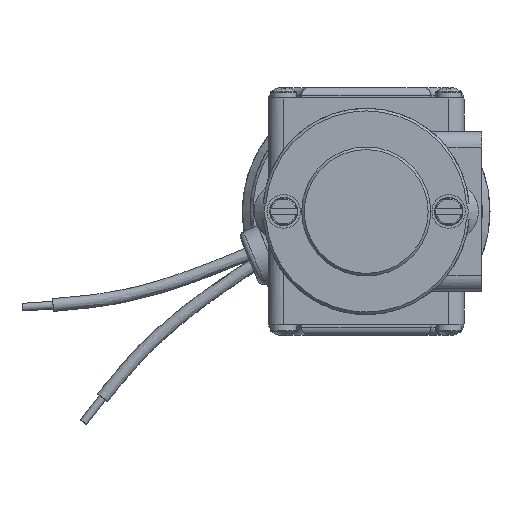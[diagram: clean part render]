
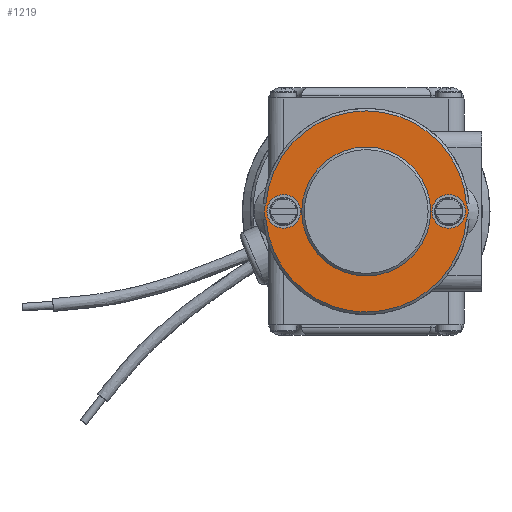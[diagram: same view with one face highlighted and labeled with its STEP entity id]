
A CAD part, left-side view. The second image highlights one B-rep face of the part: STEP entity #1219.
In plain terms, the highlighted planar face has unit normal (-1, 0, 0).
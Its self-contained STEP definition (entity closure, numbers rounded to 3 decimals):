
#1219 = ADVANCED_FACE ( 'Defeature ausgef�hrt8_401', ( #10765, #10760, #10727, #10709 ), #10706, .T. ) ;
#1415 = DIRECTION ( 'NONE',  ( 0., 0., -1. ) ) ;
#1418 = DIRECTION ( 'NONE',  ( -1., 0., 0. ) ) ;
#1439 = CARTESIAN_POINT ( 'NONE',  ( -35.5, -16., 0. ) ) ;
#1460 = CARTESIAN_POINT ( 'NONE',  ( -35.5, 19.443, 1.485 ) ) ;
#2249 = EDGE_CURVE ( 'NONE', #6760, #6760, #8110, .T. ) ;
#2474 = VERTEX_POINT ( 'NONE', #15247 ) ;
#2833 = DIRECTION ( 'NONE',  ( -1., 0., 0. ) ) ;
#2836 = CARTESIAN_POINT ( 'NONE',  ( -35.5, 16., 0. ) ) ;
#2955 = AXIS2_PLACEMENT_3D ( 'NONE', #10686, #10681, #10651 ) ;
#3031 = AXIS2_PLACEMENT_3D ( 'NONE', #15719, #15714, #15694 ) ;
#3211 = VERTEX_POINT ( 'NONE', #8261 ) ;
#3392 = EDGE_LOOP ( 'NONE', ( #15242, #15388, #15487, #15556 ) ) ;
#3701 = AXIS2_PLACEMENT_3D ( 'NONE', #13476, #13436, #13414 ) ;
#3778 = DIRECTION ( 'NONE',  ( -1., 0., 0. ) ) ;
#4143 = VERTEX_POINT ( 'NONE', #13777 ) ;
#4181 = EDGE_CURVE ( 'NONE', #3211, #3211, #10823, .T. ) ;
#4305 = VERTEX_POINT ( 'NONE', #11455 ) ;
#4904 = EDGE_LOOP ( 'NONE', ( #15580 ) ) ;
#5218 = CIRCLE ( 'NONE', #7446, 3.25 ) ;
#5344 = CARTESIAN_POINT ( 'NONE',  ( -35.5, -16., 0. ) ) ;
#5778 = VERTEX_POINT ( 'NONE', #1460 ) ;
#6040 = EDGE_LOOP ( 'NONE', ( #15122 ) ) ;
#6112 = CIRCLE ( 'NONE', #15308, 19.5 ) ;
#6525 = AXIS2_PLACEMENT_3D ( 'NONE', #2836, #7846, #12866 ) ;
#6760 = VERTEX_POINT ( 'NONE', #11862 ) ;
#7446 = AXIS2_PLACEMENT_3D ( 'NONE', #11310, #3778, #8853 ) ;
#7549 = AXIS2_PLACEMENT_3D ( 'NONE', #1439, #1418, #1415 ) ;
#7842 = DIRECTION ( 'NONE',  ( 0., 0., 1. ) ) ;
#7846 = DIRECTION ( 'NONE',  ( -1., 0., 0. ) ) ;
#8110 = CIRCLE ( 'NONE', #7549, 3.25 ) ;
#8261 = CARTESIAN_POINT ( 'NONE',  ( -35.5, 0., 12.5 ) ) ;
#8716 = AXIS2_PLACEMENT_3D ( 'NONE', #5344, #10464, #15400 ) ;
#8853 = DIRECTION ( 'NONE',  ( 0., 0., 1. ) ) ;
#8947 = EDGE_CURVE ( 'Defeature ausgef�hrt8_401+Defeature ausgef�hrt8_375+Defeature ausgef�hrt8_369+Defeature ausgef�hrt8_370', #4305, #4143, #10095, .T. ) ;
#9938 = VERTEX_POINT ( 'NONE', #14893 ) ;
#10095 = CIRCLE ( 'NONE', #3031, 19.5 ) ;
#10279 = CARTESIAN_POINT ( 'NONE',  ( -35.5, 0., 0. ) ) ;
#10464 = DIRECTION ( 'NONE',  ( -1., 0., 0. ) ) ;
#10651 = DIRECTION ( 'NONE',  ( 0., 0., 1. ) ) ;
#10681 = DIRECTION ( 'NONE',  ( -1., 0., 0. ) ) ;
#10686 = CARTESIAN_POINT ( 'NONE',  ( -35.5, 0., 0. ) ) ;
#10706 = PLANE ( 'NONE',  #2955 ) ;
#10709 = FACE_BOUND ( 'NONE', #4904, .T. ) ;
#10727 = FACE_OUTER_BOUND ( 'NONE', #3392, .T. ) ;
#10760 = FACE_BOUND ( 'NONE', #14071, .T. ) ;
#10765 = FACE_BOUND ( 'NONE', #6040, .T. ) ;
#10823 = CIRCLE ( 'NONE', #3701, 12.5 ) ;
#11066 = EDGE_CURVE ( 'NONE', #9938, #9938, #5218, .T. ) ;
#11310 = CARTESIAN_POINT ( 'NONE',  ( -35.5, 16., 0. ) ) ;
#11455 = CARTESIAN_POINT ( 'NONE',  ( -35.5, 19.443, -1.485 ) ) ;
#11862 = CARTESIAN_POINT ( 'NONE',  ( -35.5, -16., -3.25 ) ) ;
#12723 = EDGE_CURVE ( 'Defeature ausgef�hrt8_401+Defeature ausgef�hrt8_374+Defeature ausgef�hrt8_370+Defeature ausgef�hrt8_369', #2474, #5778, #6112, .T. ) ;
#12866 = DIRECTION ( 'NONE',  ( 0., 0., 1. ) ) ;
#13395 = EDGE_CURVE ( 'Defeature ausgef�hrt8_401+Defeature ausgef�hrt8_370+Defeature ausgef�hrt8_375+Defeature ausgef�hrt8_374', #4143, #2474, #15693, .T. ) ;
#13414 = DIRECTION ( 'NONE',  ( 0., 0., 1. ) ) ;
#13436 = DIRECTION ( 'NONE',  ( -1., 0., 0. ) ) ;
#13476 = CARTESIAN_POINT ( 'NONE',  ( -35.5, 0., 0. ) ) ;
#13700 = CIRCLE ( 'NONE', #6525, 3.75 ) ;
#13777 = CARTESIAN_POINT ( 'NONE',  ( -35.5, -19.443, -1.485 ) ) ;
#13795 = EDGE_CURVE ( 'Defeature ausgef�hrt8_401+Defeature ausgef�hrt8_369+Defeature ausgef�hrt8_374+Defeature ausgef�hrt8_375', #5778, #4305, #13700, .T. ) ;
#14071 = EDGE_LOOP ( 'NONE', ( #15141 ) ) ;
#14893 = CARTESIAN_POINT ( 'NONE',  ( -35.5, 16., 3.25 ) ) ;
#15122 = ORIENTED_EDGE ( 'NONE', *, *, #2249, .F. ) ;
#15141 = ORIENTED_EDGE ( 'NONE', *, *, #11066, .F. ) ;
#15242 = ORIENTED_EDGE ( 'NONE', *, *, #13395, .T. ) ;
#15247 = CARTESIAN_POINT ( 'NONE',  ( -35.5, -19.443, 1.485 ) ) ;
#15308 = AXIS2_PLACEMENT_3D ( 'NONE', #10279, #2833, #7842 ) ;
#15388 = ORIENTED_EDGE ( 'NONE', *, *, #12723, .T. ) ;
#15400 = DIRECTION ( 'NONE',  ( 0., 0., 1. ) ) ;
#15487 = ORIENTED_EDGE ( 'NONE', *, *, #13795, .T. ) ;
#15556 = ORIENTED_EDGE ( 'NONE', *, *, #8947, .T. ) ;
#15580 = ORIENTED_EDGE ( 'NONE', *, *, #4181, .F. ) ;
#15693 = CIRCLE ( 'NONE', #8716, 3.75 ) ;
#15694 = DIRECTION ( 'NONE',  ( 0., 0., 1. ) ) ;
#15714 = DIRECTION ( 'NONE',  ( -1., 0., 0. ) ) ;
#15719 = CARTESIAN_POINT ( 'NONE',  ( -35.5, 0., 0. ) ) ;
